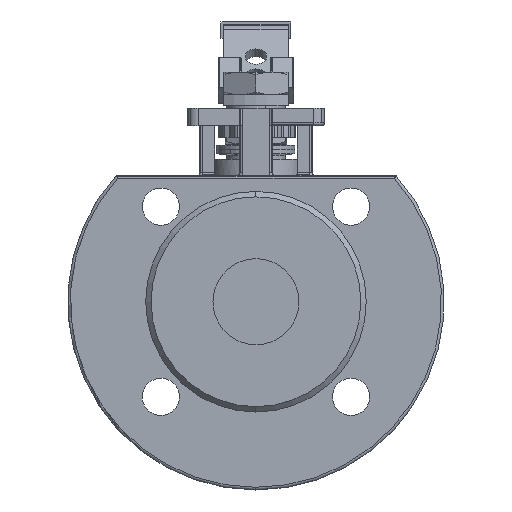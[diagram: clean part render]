
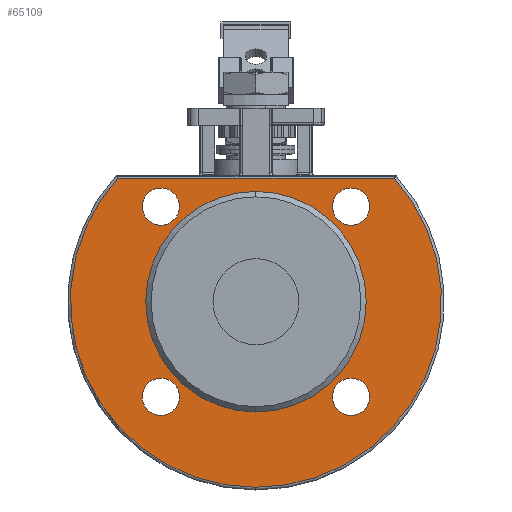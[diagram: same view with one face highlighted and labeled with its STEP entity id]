
A CAD part, left-side view. The second image highlights one B-rep face of the part: STEP entity #65109.
In plain terms, the highlighted planar face has unit normal (-1, 0, 0).
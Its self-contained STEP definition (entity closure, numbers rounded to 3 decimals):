
#10026=CARTESIAN_POINT('',(-28.,0.,41.));
#10027=VERTEX_POINT('',#10026);
#10043=CARTESIAN_POINT('',(-28.,-0.,-41.));
#10044=VERTEX_POINT('',#10043);
#10051=CARTESIAN_POINT('',(-28.,0.,0.));
#10052=DIRECTION('',(1.,0.,-0.));
#10053=DIRECTION('',(0.,0.,1.));
#10054=AXIS2_PLACEMENT_3D('',#10051,#10052,#10053);
#10055=CIRCLE('',#10054,41.);
#10056=EDGE_CURVE('',#10027,#10044,#10055,.T.);
#10150=CARTESIAN_POINT('',(-28.,-42.273,35.355));
#10151=VERTEX_POINT('',#10150);
#10160=CARTESIAN_POINT('',(-28.,-28.438,35.355));
#10161=VERTEX_POINT('',#10160);
#10162=CARTESIAN_POINT('',(-28.,-35.355,35.355));
#10163=DIRECTION('',(1.,0.,0.));
#10164=DIRECTION('',(0.,-1.,0.));
#10165=AXIS2_PLACEMENT_3D('',#10162,#10163,#10164);
#10166=CIRCLE('',#10165,6.918);
#10167=EDGE_CURVE('',#10161,#10151,#10166,.T.);
#10192=CARTESIAN_POINT('',(-28.,-35.355,-42.273));
#10193=VERTEX_POINT('',#10192);
#10202=CARTESIAN_POINT('',(-28.,-35.355,-28.438));
#10203=VERTEX_POINT('',#10202);
#10204=CARTESIAN_POINT('',(-28.,-35.355,-35.355));
#10205=DIRECTION('',(1.,0.,0.));
#10206=DIRECTION('',(0.,-0.,-1.));
#10207=AXIS2_PLACEMENT_3D('',#10204,#10205,#10206);
#10208=CIRCLE('',#10207,6.918);
#10209=EDGE_CURVE('',#10203,#10193,#10208,.T.);
#10234=CARTESIAN_POINT('',(-28.,42.273,-35.355));
#10235=VERTEX_POINT('',#10234);
#10244=CARTESIAN_POINT('',(-28.,28.438,-35.355));
#10245=VERTEX_POINT('',#10244);
#10246=CARTESIAN_POINT('',(-28.,35.355,-35.355));
#10247=DIRECTION('',(1.,0.,0.));
#10248=DIRECTION('',(0.,1.,-0.));
#10249=AXIS2_PLACEMENT_3D('',#10246,#10247,#10248);
#10250=CIRCLE('',#10249,6.918);
#10251=EDGE_CURVE('',#10245,#10235,#10250,.T.);
#10276=CARTESIAN_POINT('',(-28.,35.355,42.273));
#10277=VERTEX_POINT('',#10276);
#10286=CARTESIAN_POINT('',(-28.,35.355,28.438));
#10287=VERTEX_POINT('',#10286);
#10288=CARTESIAN_POINT('',(-28.,35.355,35.355));
#10289=DIRECTION('',(1.,0.,-0.));
#10290=DIRECTION('',(0.,0.,1.));
#10291=AXIS2_PLACEMENT_3D('',#10288,#10289,#10290);
#10292=CIRCLE('',#10291,6.918);
#10293=EDGE_CURVE('',#10287,#10277,#10292,.T.);
#11049=CARTESIAN_POINT('',(-28.,0.221,-69.));
#11050=VERTEX_POINT('',#11049);
#11058=CARTESIAN_POINT('',(-28.,51.43,46.));
#11059=VERTEX_POINT('',#11058);
#11060=CARTESIAN_POINT('',(-28.,0.,0.));
#11061=DIRECTION('',(1.,0.,0.));
#11062=DIRECTION('',(0.,0.003,-1.));
#11063=AXIS2_PLACEMENT_3D('',#11060,#11061,#11062);
#11064=CIRCLE('',#11063,69.);
#11065=EDGE_CURVE('',#11050,#11059,#11064,.T.);
#64873=CARTESIAN_POINT('',(-28.,-51.43,46.));
#64874=VERTEX_POINT('',#64873);
#64910=CARTESIAN_POINT('',(-28.,51.43,46.));
#64911=DIRECTION('',(0.,-1.,0.));
#64912=VECTOR('',#64911,102.859);
#64913=LINE('',#64910,#64912);
#64914=EDGE_CURVE('',#11059,#64874,#64913,.T.);
#64934=CARTESIAN_POINT('',(-28.,0.,0.));
#64935=DIRECTION('',(1.,0.,0.));
#64936=DIRECTION('',(0.,0.003,-1.));
#64937=AXIS2_PLACEMENT_3D('',#64934,#64935,#64936);
#64938=CIRCLE('',#64937,69.);
#64939=EDGE_CURVE('',#64874,#11050,#64938,.T.);
#65049=CARTESIAN_POINT('',(-28.,0.,55.5));
#65050=DIRECTION('',(-1.,0.,0.));
#65051=DIRECTION('',(0.,-1.,0.));
#65052=AXIS2_PLACEMENT_3D('',#65049,#65050,#65051);
#65053=PLANE('',#65052);
#65054=ORIENTED_EDGE('',*,*,#64914,.F.);
#65055=ORIENTED_EDGE('',*,*,#11065,.F.);
#65056=ORIENTED_EDGE('',*,*,#64939,.F.);
#65057=EDGE_LOOP('',(#65054,#65055,#65056));
#65058=FACE_BOUND('',#65057,.T.);
#65059=CARTESIAN_POINT('',(-28.,0.,0.));
#65060=DIRECTION('',(1.,0.,-0.));
#65061=DIRECTION('',(0.,0.,1.));
#65062=AXIS2_PLACEMENT_3D('',#65059,#65060,#65061);
#65063=CIRCLE('',#65062,41.);
#65064=EDGE_CURVE('',#10044,#10027,#65063,.T.);
#65065=ORIENTED_EDGE('',*,*,#65064,.T.);
#65066=ORIENTED_EDGE('',*,*,#10056,.T.);
#65067=EDGE_LOOP('',(#65065,#65066));
#65068=FACE_BOUND('',#65067,.T.);
#65069=ORIENTED_EDGE('',*,*,#10167,.T.);
#65070=CARTESIAN_POINT('',(-28.,-35.355,35.355));
#65071=DIRECTION('',(1.,0.,0.));
#65072=DIRECTION('',(0.,-1.,0.));
#65073=AXIS2_PLACEMENT_3D('',#65070,#65071,#65072);
#65074=CIRCLE('',#65073,6.918);
#65075=EDGE_CURVE('',#10151,#10161,#65074,.T.);
#65076=ORIENTED_EDGE('',*,*,#65075,.T.);
#65077=EDGE_LOOP('',(#65069,#65076));
#65078=FACE_BOUND('',#65077,.T.);
#65079=ORIENTED_EDGE('',*,*,#10209,.T.);
#65080=CARTESIAN_POINT('',(-28.,-35.355,-35.355));
#65081=DIRECTION('',(1.,0.,0.));
#65082=DIRECTION('',(0.,-0.,-1.));
#65083=AXIS2_PLACEMENT_3D('',#65080,#65081,#65082);
#65084=CIRCLE('',#65083,6.918);
#65085=EDGE_CURVE('',#10193,#10203,#65084,.T.);
#65086=ORIENTED_EDGE('',*,*,#65085,.T.);
#65087=EDGE_LOOP('',(#65079,#65086));
#65088=FACE_BOUND('',#65087,.T.);
#65089=ORIENTED_EDGE('',*,*,#10251,.T.);
#65090=CARTESIAN_POINT('',(-28.,35.355,-35.355));
#65091=DIRECTION('',(1.,0.,0.));
#65092=DIRECTION('',(0.,1.,-0.));
#65093=AXIS2_PLACEMENT_3D('',#65090,#65091,#65092);
#65094=CIRCLE('',#65093,6.918);
#65095=EDGE_CURVE('',#10235,#10245,#65094,.T.);
#65096=ORIENTED_EDGE('',*,*,#65095,.T.);
#65097=EDGE_LOOP('',(#65089,#65096));
#65098=FACE_BOUND('',#65097,.T.);
#65099=ORIENTED_EDGE('',*,*,#10293,.T.);
#65100=CARTESIAN_POINT('',(-28.,35.355,35.355));
#65101=DIRECTION('',(1.,0.,-0.));
#65102=DIRECTION('',(0.,0.,1.));
#65103=AXIS2_PLACEMENT_3D('',#65100,#65101,#65102);
#65104=CIRCLE('',#65103,6.918);
#65105=EDGE_CURVE('',#10277,#10287,#65104,.T.);
#65106=ORIENTED_EDGE('',*,*,#65105,.T.);
#65107=EDGE_LOOP('',(#65099,#65106));
#65108=FACE_BOUND('',#65107,.T.);
#65109=ADVANCED_FACE('',(#65058,#65068,#65078,#65088,#65098,#65108),#65053,.T.);
